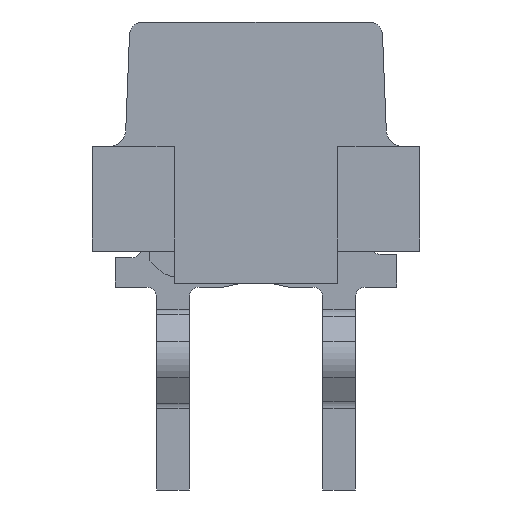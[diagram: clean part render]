
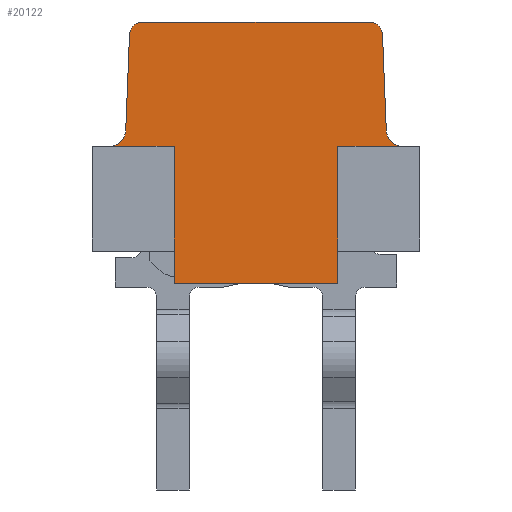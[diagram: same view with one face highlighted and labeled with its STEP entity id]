
A CAD part, left-side view. The second image highlights one B-rep face of the part: STEP entity #20122.
In plain terms, the highlighted planar face has unit normal (-1, 0, 0).
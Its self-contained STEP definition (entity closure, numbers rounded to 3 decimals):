
#4175=DIRECTION('',(0.,0.,-1.));
#4176=VECTOR('',#4175,0.5);
#4177=CARTESIAN_POINT('',(-6.575,1.25,-3.5));
#4178=LINE('',#4177,#4176);
#4359=DIRECTION('',(0.,-1.,0.));
#4360=VECTOR('',#4359,2.5);
#4361=CARTESIAN_POINT('',(-6.575,1.25,-4.));
#4362=LINE('',#4361,#4360);
#5367=DIRECTION('',(0.,0.,-1.));
#5368=VECTOR('',#5367,0.5);
#5369=CARTESIAN_POINT('',(-6.575,-1.25,-3.5));
#5370=LINE('',#5369,#5368);
#5491=CARTESIAN_POINT('',(-6.575,1.733,-0.2));
#5492=DIRECTION('',(-1.,0.,0.));
#5493=DIRECTION('',(0.,0.,1.));
#5494=AXIS2_PLACEMENT_3D('',#5491,#5492,#5493);
#5496=DIRECTION('',(0.,1.,0.));
#5497=VECTOR('',#5496,3.465);
#5498=CARTESIAN_POINT('',(-6.575,-1.733,0.));
#5499=LINE('',#5498,#5497);
#5500=CARTESIAN_POINT('',(-6.575,-1.733,-0.2));
#5501=DIRECTION('',(-1.,0.,0.));
#5502=DIRECTION('',(0.,-0.999,0.039));
#5503=AXIS2_PLACEMENT_3D('',#5500,#5501,#5502);
#5505=DIRECTION('',(0.,0.039,0.999));
#5506=VECTOR('',#5505,1.469);
#5507=CARTESIAN_POINT('',(-6.575,-1.991,-1.66));
#5508=LINE('',#5507,#5506);
#5509=DIRECTION('',(0.,1.,0.));
#5510=VECTOR('',#5509,0.99);
#5511=CARTESIAN_POINT('',(-6.575,-2.24,-1.9));
#5512=LINE('',#5511,#5510);
#5513=DIRECTION('',(0.,0.,-1.));
#5514=VECTOR('',#5513,1.6);
#5515=CARTESIAN_POINT('',(-6.575,-1.25,-1.9));
#5516=LINE('',#5515,#5514);
#5517=DIRECTION('',(0.,1.,0.));
#5518=VECTOR('',#5517,0.99);
#5519=CARTESIAN_POINT('',(-6.575,1.25,-1.9));
#5520=LINE('',#5519,#5518);
#5521=DIRECTION('',(0.,0.039,-0.999));
#5522=VECTOR('',#5521,1.469);
#5523=CARTESIAN_POINT('',(-6.575,1.933,-0.192));
#5524=LINE('',#5523,#5522);
#5571=CARTESIAN_POINT('',(-6.575,2.24,-1.65));
#5572=DIRECTION('',(1.,0.,0.));
#5573=DIRECTION('',(0.,-0.999,-0.039));
#5574=AXIS2_PLACEMENT_3D('',#5571,#5572,#5573);
#5634=CARTESIAN_POINT('',(-6.575,-2.24,-1.65));
#5635=DIRECTION('',(1.,0.,0.));
#5636=DIRECTION('',(0.,0.,-1.));
#5637=AXIS2_PLACEMENT_3D('',#5634,#5635,#5636);
#5683=DIRECTION('',(0.,0.,-1.));
#5684=VECTOR('',#5683,1.6);
#5685=CARTESIAN_POINT('',(-6.575,1.25,-1.9));
#5686=LINE('',#5685,#5684);
#10635=CARTESIAN_POINT('',(-6.575,1.25,-4.));
#10636=CARTESIAN_POINT('',(-6.575,-1.25,-4.));
#10637=VERTEX_POINT('',#10635);
#10638=VERTEX_POINT('',#10636);
#13252=CARTESIAN_POINT('',(-6.575,-1.25,-3.5));
#13254=VERTEX_POINT('',#13252);
#13256=CARTESIAN_POINT('',(-6.575,1.25,-3.5));
#13258=VERTEX_POINT('',#13256);
#13275=CARTESIAN_POINT('',(-6.575,-1.25,-1.9));
#13276=VERTEX_POINT('',#13275);
#13277=CARTESIAN_POINT('',(-6.575,1.25,-1.9));
#13278=VERTEX_POINT('',#13277);
#13284=CARTESIAN_POINT('',(-6.575,-1.991,-1.66));
#13286=VERTEX_POINT('',#13284);
#13288=CARTESIAN_POINT('',(-6.575,-2.24,-1.9));
#13290=VERTEX_POINT('',#13288);
#13291=CARTESIAN_POINT('',(-6.575,1.991,-1.66));
#13293=VERTEX_POINT('',#13291);
#13295=CARTESIAN_POINT('',(-6.575,2.24,-1.9));
#13297=VERTEX_POINT('',#13295);
#13303=CARTESIAN_POINT('',(-6.575,1.733,0.));
#13304=VERTEX_POINT('',#13303);
#13305=CARTESIAN_POINT('',(-6.575,1.933,-0.192));
#13306=VERTEX_POINT('',#13305);
#13311=CARTESIAN_POINT('',(-6.575,-1.933,-0.192));
#13312=VERTEX_POINT('',#13311);
#13313=CARTESIAN_POINT('',(-6.575,-1.733,0.));
#13314=VERTEX_POINT('',#13313);
#20091=CARTESIAN_POINT('',(-6.575,0.,-4.));
#20092=DIRECTION('',(-1.,0.,0.));
#20093=DIRECTION('',(0.,-1.,0.));
#20094=AXIS2_PLACEMENT_3D('',#20091,#20092,#20093);
#20095=PLANE('',#20094);
#20097=ORIENTED_EDGE('',*,*,#20096,.F.);
#20098=ORIENTED_EDGE('',*,*,#14451,.F.);
#20100=ORIENTED_EDGE('',*,*,#20099,.F.);
#20102=ORIENTED_EDGE('',*,*,#20101,.F.);
#20104=ORIENTED_EDGE('',*,*,#20103,.F.);
#20106=ORIENTED_EDGE('',*,*,#20105,.T.);
#20108=ORIENTED_EDGE('',*,*,#20107,.T.);
#20109=ORIENTED_EDGE('',*,*,#19934,.T.);
#20110=ORIENTED_EDGE('',*,*,#18615,.F.);
#20111=ORIENTED_EDGE('',*,*,#18403,.F.);
#20113=ORIENTED_EDGE('',*,*,#20112,.F.);
#20115=ORIENTED_EDGE('',*,*,#20114,.T.);
#20117=ORIENTED_EDGE('',*,*,#20116,.F.);
#20119=ORIENTED_EDGE('',*,*,#20118,.F.);
#20120=EDGE_LOOP('',(#20097,#20098,#20100,#20102,#20104,#20106,#20108,#20109,
#20110,#20111,#20113,#20115,#20117,#20119));
#20121=FACE_OUTER_BOUND('',#20120,.F.);
#5495=CIRCLE('',#5494,0.2);
#5504=CIRCLE('',#5503,0.2);
#5575=CIRCLE('',#5574,0.25);
#5638=CIRCLE('',#5637,0.25);
#14451=EDGE_CURVE('',#13314,#13304,#5499,.T.);
#18403=EDGE_CURVE('',#13258,#10637,#4178,.T.);
#18615=EDGE_CURVE('',#10637,#10638,#4362,.T.);
#19934=EDGE_CURVE('',#13254,#10638,#5370,.T.);
#20096=EDGE_CURVE('',#13304,#13306,#5495,.T.);
#20099=EDGE_CURVE('',#13312,#13314,#5504,.T.);
#20101=EDGE_CURVE('',#13286,#13312,#5508,.T.);
#20103=EDGE_CURVE('',#13290,#13286,#5638,.T.);
#20105=EDGE_CURVE('',#13290,#13276,#5512,.T.);
#20107=EDGE_CURVE('',#13276,#13254,#5516,.T.);
#20112=EDGE_CURVE('',#13278,#13258,#5686,.T.);
#20114=EDGE_CURVE('',#13278,#13297,#5520,.T.);
#20116=EDGE_CURVE('',#13293,#13297,#5575,.T.);
#20118=EDGE_CURVE('',#13306,#13293,#5524,.T.);
#20122=ADVANCED_FACE('',(#20121),#20095,.T.);
